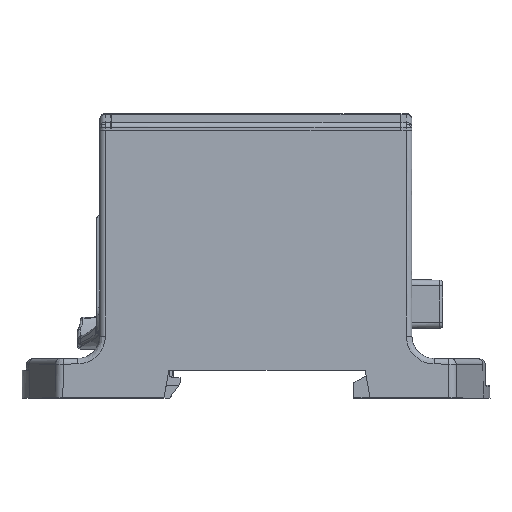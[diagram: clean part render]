
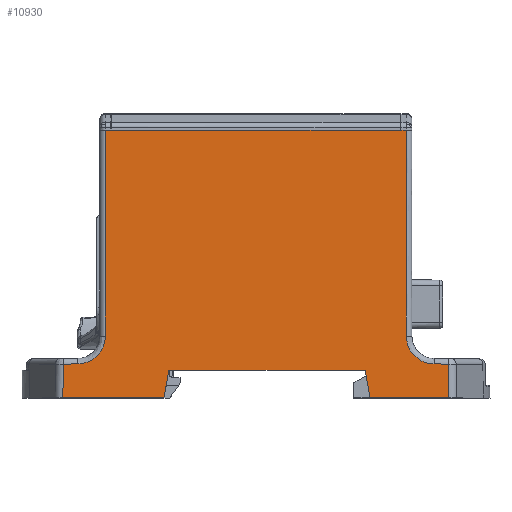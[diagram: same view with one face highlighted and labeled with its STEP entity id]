
A CAD part, top view. The second image highlights one B-rep face of the part: STEP entity #10930.
In plain terms, the highlighted planar face has unit normal (0, 0.009, 1).
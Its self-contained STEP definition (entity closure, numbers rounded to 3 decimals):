
#6190=CARTESIAN_POINT('',(-15.6,5.,20.875));
#6200=VERTEX_POINT('',#6190);
#6230=CARTESIAN_POINT('',(19.6,5.,20.875));
#6240=DIRECTION('',(-1.,0.,0.));
#6250=VECTOR('',#6240,1.);
#6260=LINE('',#6230,#6250);
#6270=CARTESIAN_POINT('',(19.6,5.,20.875));
#6280=VERTEX_POINT('',#6270);
#6290=EDGE_CURVE('',#6280,#6200,#6260,.T.);
#9200=CARTESIAN_POINT('',(-17.716,20.964,
20.736));
#9210=DIRECTION('',(-0.,0.009,1.));
#9220=DIRECTION('',(1.,0.,0.));
#9230=AXIS2_PLACEMENT_3D('',#9200,#9210,#9220);
#9240=PLANE('',#9230);
#9250=CARTESIAN_POINT('',(-15.6,5.,20.875));
#9260=DIRECTION('',(-0.174,-0.985,
0.009));
#9270=VECTOR('',#9260,1.);
#9280=LINE('',#9250,#9270);
#9290=CARTESIAN_POINT('',(-16.482,0.,
20.919));
#9300=VERTEX_POINT('',#9290);
#9310=EDGE_CURVE('',#6200,#9300,#9280,.T.);
#9320=ORIENTED_EDGE('',*,*,#9310,.F.);
#9330=CARTESIAN_POINT('',(-34.619,0.,
20.919));
#9340=DIRECTION('',(1.,0.,0.));
#9350=VECTOR('',#9340,1.);
#9360=LINE('',#9330,#9350);
#9370=CARTESIAN_POINT('',(-34.619,-0.,20.919));
#9380=VERTEX_POINT('',#9370);
#9390=EDGE_CURVE('',#9380,#9300,#9360,.T.);
#9400=ORIENTED_EDGE('',*,*,#9390,.T.);
#9410=CARTESIAN_POINT('',(-34.526,6.074,
20.866));
#9420=DIRECTION('',(-0.015,-1.,
0.009));
#9430=VECTOR('',#9420,1.);
#9440=LINE('',#9410,#9430);
#9450=CARTESIAN_POINT('',(-34.526,6.074,
20.866));
#9460=VERTEX_POINT('',#9450);
#9470=EDGE_CURVE('',#9460,#9380,#9440,.T.);
#9480=ORIENTED_EDGE('',*,*,#9470,.T.);
#9490=CARTESIAN_POINT('',(0.,6.375,20.863));
#9500=DIRECTION('',(1.,0.009,
0.));
#9510=VECTOR('',#9500,1.);
#9520=LINE('',#9490,#9510);
#9530=CARTESIAN_POINT('',(-31.956,6.096,
20.866));
#9540=VERTEX_POINT('',#9530);
#9550=EDGE_CURVE('',#9460,#9540,#9520,.T.);
#9560=ORIENTED_EDGE('',*,*,#9550,.F.);
#9570=CARTESIAN_POINT('',(-31.956,6.096,
20.866));
#9580=CARTESIAN_POINT('',(-31.904,6.097,
20.866));
#9590=CARTESIAN_POINT('',(-31.852,6.098,
20.866));
#9600=CARTESIAN_POINT('',(-31.379,6.117,
20.866));
#9610=CARTESIAN_POINT('',(-30.96,6.187,
20.865));
#9620=CARTESIAN_POINT('',(-29.759,6.55,
20.862));
#9630=CARTESIAN_POINT('',(-29.038,6.984,
20.858));
#9640=CARTESIAN_POINT('',(-27.869,8.16,
20.848));
#9650=CARTESIAN_POINT('',(-27.44,8.884,
20.841));
#9660=CARTESIAN_POINT('',(-27.083,10.09,
20.831));
#9670=CARTESIAN_POINT('',(-27.016,10.514,
20.827));
#9680=CARTESIAN_POINT('',(-27.001,10.991,
20.823));
#9690=CARTESIAN_POINT('',(-27.,11.044,
20.823));
#9700=CARTESIAN_POINT('',(-27.,11.096,20.822));
#9710=B_SPLINE_CURVE_WITH_KNOTS('',3,(#9570,#9580,#9590,#9600,#9610,
#9620,#9630,#9640,#9650,#9660,#9670,#9680,#9690,#9700),.UNSPECIFIED.,.F.
,.F.,(4,2,2,2,2,2,4),(0.,0.141,1.282,
3.51,5.737,6.889,7.03),
.UNSPECIFIED.);
#9720=CARTESIAN_POINT('',(-27.,11.096,20.822));
#9730=VERTEX_POINT('',#9720);
#9740=EDGE_CURVE('',#9540,#9730,#9710,.T.);
#9750=ORIENTED_EDGE('',*,*,#9740,.F.);
#9760=CARTESIAN_POINT('',(-27.,0.009,20.919));
#9770=DIRECTION('',(0.,-1.,0.009));
#9780=VECTOR('',#9770,1.);
#9790=LINE('',#9760,#9780);
#9800=CARTESIAN_POINT('',(-27.,48.,20.5));
#9810=VERTEX_POINT('',#9800);
#9820=EDGE_CURVE('',#9810,#9730,#9790,.T.);
#9830=ORIENTED_EDGE('',*,*,#9820,.T.);
#9840=CARTESIAN_POINT('',(-26.,48.,20.5));
#9850=DIRECTION('',(-1.,0.,0.));
#9860=VECTOR('',#9850,1.);
#9870=LINE('',#9840,#9860);
#9880=CARTESIAN_POINT('',(-26.,48.,20.5));
#9890=VERTEX_POINT('',#9880);
#9900=EDGE_CURVE('',#9890,#9810,#9870,.T.);
#9910=ORIENTED_EDGE('',*,*,#9900,.T.);
#9920=CARTESIAN_POINT('',(26.,48.,20.5));
#9930=DIRECTION('',(-1.,0.,0.));
#9940=VECTOR('',#9930,1.);
#9950=LINE('',#9920,#9940);
#9960=CARTESIAN_POINT('',(-25.9,48.,20.5));
#9970=VERTEX_POINT('',#9960);
#9980=EDGE_CURVE('',#9970,#9890,#9950,.T.);
#9990=ORIENTED_EDGE('',*,*,#9980,.T.);
#10000=CARTESIAN_POINT('',(0.,48.,20.5));
#10010=DIRECTION('',(-1.,0.,-0.));
#10020=VECTOR('',#10010,1.);
#10030=LINE('',#10000,#10020);
#10040=CARTESIAN_POINT('',(25.9,48.,20.5));
#10050=VERTEX_POINT('',#10040);
#10060=EDGE_CURVE('',#10050,#9970,#10030,.T.);
#10070=ORIENTED_EDGE('',*,*,#10060,.T.);
#10080=CARTESIAN_POINT('',(26.,48.,20.5));
#10090=VERTEX_POINT('',#10080);
#10100=EDGE_CURVE('',#10090,#10050,#9950,.T.);
#10110=ORIENTED_EDGE('',*,*,#10100,.T.);
#10120=CARTESIAN_POINT('',(27.,48.,20.5));
#10130=DIRECTION('',(-1.,0.,0.));
#10140=VECTOR('',#10130,1.);
#10150=LINE('',#10120,#10140);
#10160=CARTESIAN_POINT('',(27.,48.,20.5));
#10170=VERTEX_POINT('',#10160);
#10180=EDGE_CURVE('',#10170,#10090,#10150,.T.);
#10190=ORIENTED_EDGE('',*,*,#10180,.T.);
#10200=CARTESIAN_POINT('',(27.,48.,20.5));
#10210=CARTESIAN_POINT('',(27.,47.953,20.5));
#10220=CARTESIAN_POINT('',(27.,47.9,20.501));
#10230=CARTESIAN_POINT('',(27.,41.755,20.554));
#10240=CARTESIAN_POINT('',(27.,35.652,20.608));
#10250=CARTESIAN_POINT('',(27.,23.064,20.718));
#10260=CARTESIAN_POINT('',(27.,16.58,20.774));
#10270=CARTESIAN_POINT('',(27.,10.096,20.831));
#10280=B_SPLINE_CURVE_WITH_KNOTS('',3,(#10200,#10210,#10220,#10230,
#10240,#10250,#10260,#10270),.UNSPECIFIED.,.F.,.F.,(4,2,2,4),(0.,
0.126,18.437,37.89),.UNSPECIFIED.);
#10290=CARTESIAN_POINT('',(27.,11.096,20.822));
#10300=VERTEX_POINT('',#10290);
#10310=EDGE_CURVE('',#10170,#10300,#10280,.T.);
#10320=ORIENTED_EDGE('',*,*,#10310,.F.);
#10330=CARTESIAN_POINT('',(27.,11.096,20.822));
#10340=CARTESIAN_POINT('',(27.,11.044,
20.823));
#10350=CARTESIAN_POINT('',(27.001,10.991,
20.823));
#10360=CARTESIAN_POINT('',(27.016,10.514,
20.827));
#10370=CARTESIAN_POINT('',(27.083,10.09,
20.831));
#10380=CARTESIAN_POINT('',(27.44,8.884,
20.841));
#10390=CARTESIAN_POINT('',(27.869,8.16,
20.848));
#10400=CARTESIAN_POINT('',(29.038,6.984,
20.858));
#10410=CARTESIAN_POINT('',(29.759,6.55,
20.862));
#10420=CARTESIAN_POINT('',(30.96,6.187,
20.865));
#10430=CARTESIAN_POINT('',(31.379,6.117,
20.866));
#10440=CARTESIAN_POINT('',(31.852,6.098,
20.866));
#10450=CARTESIAN_POINT('',(31.904,6.097,
20.866));
#10460=CARTESIAN_POINT('',(31.956,6.096,
20.866));
#10470=B_SPLINE_CURVE_WITH_KNOTS('',3,(#10330,#10340,#10350,#10360,
#10370,#10380,#10390,#10400,#10410,#10420,#10430,#10440,#10450,#10460),
.UNSPECIFIED.,.F.,.F.,(4,2,2,2,2,2,4),(0.,0.142,
1.293,3.521,5.748,6.889,
7.03),.UNSPECIFIED.);
#10480=CARTESIAN_POINT('',(31.956,6.096,
20.866));
#10490=VERTEX_POINT('',#10480);
#10500=EDGE_CURVE('',#10300,#10490,#10470,.T.);
#10510=ORIENTED_EDGE('',*,*,#10500,.F.);
#10520=CARTESIAN_POINT('',(0.,6.375,20.863));
#10530=DIRECTION('',(1.,-0.009,
0.));
#10540=VECTOR('',#10530,1.);
#10550=LINE('',#10520,#10540);
#10560=CARTESIAN_POINT('',(34.526,6.074,
20.866));
#10570=VERTEX_POINT('',#10560);
#10580=EDGE_CURVE('',#10490,#10570,#10550,.T.);
#10590=ORIENTED_EDGE('',*,*,#10580,.F.);
#10600=CARTESIAN_POINT('',(34.619,0.,
20.919));
#10610=DIRECTION('',(-0.015,1.,
-0.009));
#10620=VECTOR('',#10610,1.);
#10630=LINE('',#10600,#10620);
#10640=CARTESIAN_POINT('',(34.619,0.,20.919));
#10650=VERTEX_POINT('',#10640);
#10660=EDGE_CURVE('',#10650,#10570,#10630,.T.);
#10670=ORIENTED_EDGE('',*,*,#10660,.T.);
#10680=CARTESIAN_POINT('',(20.482,0.,
20.919));
#10690=DIRECTION('',(1.,0.,0.));
#10700=VECTOR('',#10690,1.);
#10710=LINE('',#10680,#10700);
#10720=CARTESIAN_POINT('',(20.482,0.,20.919));
#10730=VERTEX_POINT('',#10720);
#10740=EDGE_CURVE('',#10730,#10650,#10710,.T.);
#10750=ORIENTED_EDGE('',*,*,#10740,.T.);
#10760=CARTESIAN_POINT('',(19.776,4.,
20.884));
#10770=DIRECTION('',(0.174,-0.985,
0.009));
#10780=VECTOR('',#10770,1.);
#10790=LINE('',#10760,#10780);
#10800=CARTESIAN_POINT('',(19.776,4.,
20.884));
#10810=VERTEX_POINT('',#10800);
#10820=EDGE_CURVE('',#10810,#10730,#10790,.T.);
#10830=ORIENTED_EDGE('',*,*,#10820,.T.);
#10840=CARTESIAN_POINT('',(19.6,5.,20.875));
#10850=DIRECTION('',(0.174,-0.985,
0.009));
#10860=VECTOR('',#10850,1.);
#10870=LINE('',#10840,#10860);
#10880=EDGE_CURVE('',#6280,#10810,#10870,.T.);
#10890=ORIENTED_EDGE('',*,*,#10880,.T.);
#10900=ORIENTED_EDGE('',*,*,#6290,.F.);
#10910=EDGE_LOOP('',(#10900,#10890,#10830,#10750,#10670,#10590,#10510,
#10320,#10190,#10110,#10070,#9990,#9910,#9830,#9750,#9560,#9480,#9400,
#9320));
#10920=FACE_OUTER_BOUND('',#10910,.T.);
#10930=ADVANCED_FACE('',(#10920),#9240,.T.);
